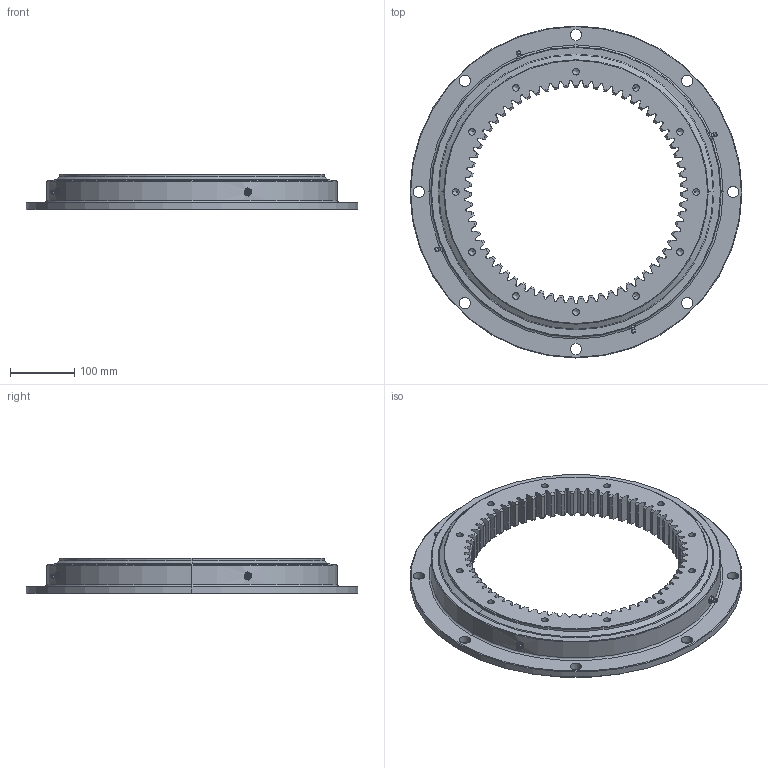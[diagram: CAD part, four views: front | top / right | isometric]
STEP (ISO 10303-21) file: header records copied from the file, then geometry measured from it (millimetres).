
FILE_DESCRIPTION (( 'STEP AP214' ), '1' );
FILE_NAME ('I.505.20.00.C.STEP', '2014-07-28T06:39:34', ( '' ), ( '' ), 'SwSTEP 2.0', 'SolidWorks 2014', '' );
FILE_SCHEMA (( 'AUTOMOTIVE_DESIGN' ));
Length unit declared in the file: millimetre
Products named in the file (7): Grease nipple M10x1mm; B.518.B20C.A3N.0 - OR Seal; B.518.B20C.A3N.0 - IR Seal; Ball D20; B.518.B20C.A3N.0 - OR; B.518.B20C.A3N.0 - IR; I.505.20.00.C
Assembly tree (63 placements, depth 2):
  I.505.20.00.C
    B.518.B20C.A3N.0 - IR
    B.518.B20C.A3N.0 - OR
    Ball D20  x55
    B.518.B20C.A3N.0 - IR Seal
    B.518.B20C.A3N.0 - OR Seal
    Grease nipple M10x1mm  x4
Bounding box: 518 x 518 x 56 mm (x, y, z)
Volume: 3655202.6 mm3; surface area: 754829.1 mm2
Topology: 63 solids, 63 shells, 1163 faces, 3323 edges, 2175 vertices
Faces by surface type: bspline 402, cone 252, plane 189, cylinder 163, sphere 110, torus 47
Entity records: 34871 total; most frequent: CARTESIAN_POINT 12597, ORIENTED_EDGE 5400, DIRECTION 3037, EDGE_CURVE 2700, VERTEX_POINT 1776, B_SPLINE_CURVE_WITH_KNOTS 1428, AXIS2_PLACEMENT_3D 1148, EDGE_LOOP 1004
